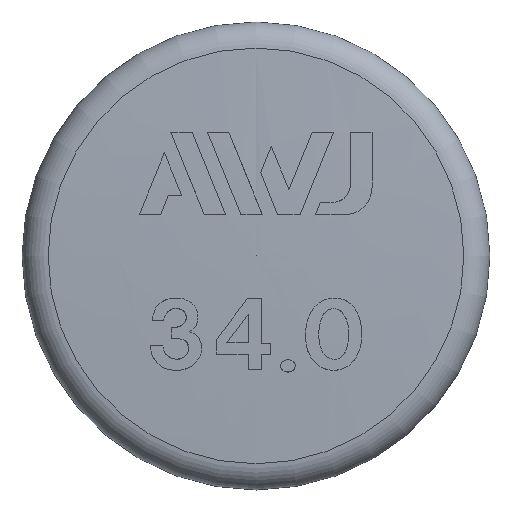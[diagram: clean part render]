
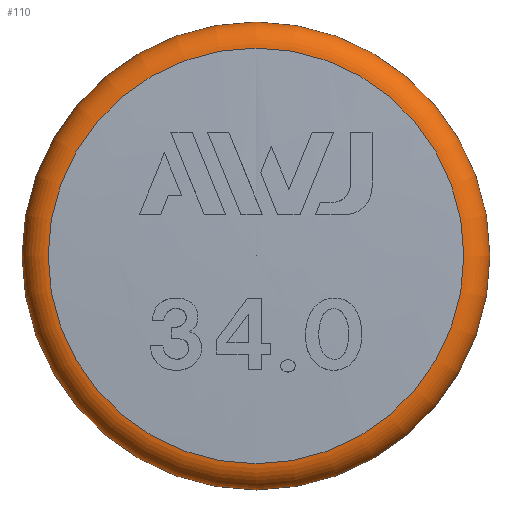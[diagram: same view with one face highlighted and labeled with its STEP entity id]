
A CAD part, top view. The second image highlights one B-rep face of the part: STEP entity #110.
In plain terms, the highlighted toroidal (fillet/blend) face has major radius 15 mm and minor radius 2 mm.
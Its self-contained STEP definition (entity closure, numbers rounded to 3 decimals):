
#110 = ADVANCED_FACE( '', ( #245, #246 ), #247, .T. );
#245 = FACE_OUTER_BOUND( '', #627, .T. );
#246 = FACE_OUTER_BOUND( '', #628, .T. );
#247 = TOROIDAL_SURFACE( '', #629, 15., 2. );
#627 = EDGE_LOOP( '', ( #1157 ) );
#628 = EDGE_LOOP( '', ( #1158 ) );
#629 = AXIS2_PLACEMENT_3D( '', #1159, #1160, #1161 );
#1157 = ORIENTED_EDGE( '', *, *, #1661, .F. );
#1158 = ORIENTED_EDGE( '', *, *, #1578, .T. );
#1159 = CARTESIAN_POINT( '', ( 0., 0., 24.606 ) );
#1160 = DIRECTION( '', ( 0., 0., -1. ) );
#1161 = DIRECTION( '', ( 0., 1., 0. ) );
#1578 = EDGE_CURVE( '', #1782, #1782, #1783, .T. );
#1661 = EDGE_CURVE( '', #1920, #1920, #1921, .T. );
#1782 = VERTEX_POINT( '', #2244 );
#1783 = CIRCLE( '', #2245, 15.103 );
#1920 = VERTEX_POINT( '', #2821 );
#1921 = CIRCLE( '', #2822, 17. );
#2244 = CARTESIAN_POINT( '', ( 0., 15.103, 26.604 ) );
#2245 = AXIS2_PLACEMENT_3D( '', #3334, #3335, #3336 );
#2821 = CARTESIAN_POINT( '', ( 0., 17., 24.606 ) );
#2822 = AXIS2_PLACEMENT_3D( '', #3365, #3366, #3367 );
#3334 = CARTESIAN_POINT( '', ( 0., 0., 26.604 ) );
#3335 = DIRECTION( '', ( 0., 0., -1. ) );
#3336 = DIRECTION( '', ( 0., 1., 0. ) );
#3365 = CARTESIAN_POINT( '', ( 0., 0., 24.606 ) );
#3366 = DIRECTION( '', ( 0., 0., -1. ) );
#3367 = DIRECTION( '', ( 0., 1., 0. ) );
